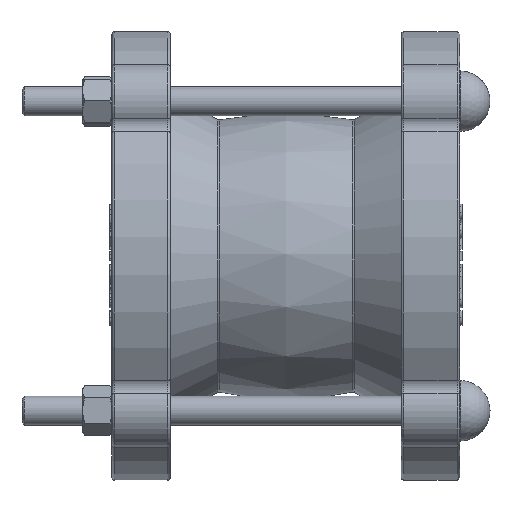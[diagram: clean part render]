
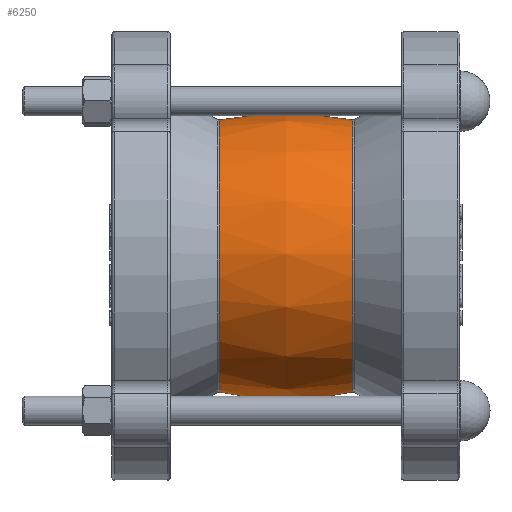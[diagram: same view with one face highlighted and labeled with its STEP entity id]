
A CAD part, left-side view. The second image highlights one B-rep face of the part: STEP entity #6250.
In plain terms, the highlighted free-form (B-spline) face has degree [2, 2] with [3, 9] control points.
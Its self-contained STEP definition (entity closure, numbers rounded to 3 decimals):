
#480=(
BOUNDED_SURFACE()
B_SPLINE_SURFACE(2,2,((#8978,#8979,#8980,#8981,#8982,#8983,#8984,#8985,
#8986),(#8987,#8988,#8989,#8990,#8991,#8992,#8993,#8994,#8995),(#8996,#8997,
#8998,#8999,#9000,#9001,#9002,#9003,#9004)),.UNSPECIFIED.,.F.,.T.,.F.)
B_SPLINE_SURFACE_WITH_KNOTS((3,3),(3,2,2,2,3),(-0.244,0.244),
(-3.142,-1.571,0.,1.571,3.142),
 .UNSPECIFIED.)
GEOMETRIC_REPRESENTATION_ITEM()
RATIONAL_B_SPLINE_SURFACE(((1.,0.707,1.,0.707,1.,
0.707,1.,0.707,1.),(0.97,0.686,
0.97,0.686,0.97,0.686,
0.97,0.686,0.97),(1.,0.707,
1.,0.707,1.,0.707,1.,0.707,1.)))
REPRESENTATION_ITEM('')
SURFACE()
);
#1418=FACE_OUTER_BOUND('',#1787,.T.);
#1787=EDGE_LOOP('',(#4052,#4053,#4054,#4055));
#2203=CIRCLE('',#6782,56.015);
#2207=CIRCLE('',#6787,56.015);
#2208=CIRCLE('',#6788,113.852);
#2513=VERTEX_POINT('',#8968);
#2516=VERTEX_POINT('',#9005);
#3114=EDGE_CURVE('',#2513,#2513,#2203,.T.);
#3119=EDGE_CURVE('',#2516,#2516,#2207,.T.);
#3120=EDGE_CURVE('',#2516,#2513,#2208,.T.);
#4052=ORIENTED_EDGE('',*,*,#3119,.F.);
#4053=ORIENTED_EDGE('',*,*,#3120,.T.);
#4054=ORIENTED_EDGE('',*,*,#3114,.F.);
#4055=ORIENTED_EDGE('',*,*,#3120,.F.);
#6250=ADVANCED_FACE('',(#1418),#480,.F.);
#6782=AXIS2_PLACEMENT_3D('',#8970,#7401,#7402);
#6787=AXIS2_PLACEMENT_3D('',#9006,#7412,#7413);
#6788=AXIS2_PLACEMENT_3D('',#9007,#7414,#7415);
#7401=DIRECTION('center_axis',(0.,-1.,0.));
#7402=DIRECTION('ref_axis',(-1.,0.,0.));
#7412=DIRECTION('center_axis',(0.,1.,0.));
#7413=DIRECTION('ref_axis',(-1.,0.,0.));
#7414=DIRECTION('center_axis',(-1.,0.,0.));
#7415=DIRECTION('ref_axis',(0.,0.,
-1.));
#8968=CARTESIAN_POINT('',(0.,-27.466,-56.015));
#8970=CARTESIAN_POINT('Origin',(0.,-27.466,0.));
#8978=CARTESIAN_POINT('Ctrl Pts',(0.,-27.466,
-56.015));
#8979=CARTESIAN_POINT('Ctrl Pts',(-56.015,-27.466,-56.015));
#8980=CARTESIAN_POINT('Ctrl Pts',(-56.015,-27.466,0.));
#8981=CARTESIAN_POINT('Ctrl Pts',(-56.015,-27.466,56.015));
#8982=CARTESIAN_POINT('Ctrl Pts',(0.,-27.466,
56.015));
#8983=CARTESIAN_POINT('Ctrl Pts',(56.015,-27.466,56.015));
#8984=CARTESIAN_POINT('Ctrl Pts',(56.015,-27.466,0.));
#8985=CARTESIAN_POINT('Ctrl Pts',(56.015,-27.466,-56.015));
#8986=CARTESIAN_POINT('Ctrl Pts',(0.,-27.466,
-56.015));
#8987=CARTESIAN_POINT('Ctrl Pts',(0.,0.,
-62.843));
#8988=CARTESIAN_POINT('Ctrl Pts',(-62.843,0.,
-62.843));
#8989=CARTESIAN_POINT('Ctrl Pts',(-62.843,0.,
0.));
#8990=CARTESIAN_POINT('Ctrl Pts',(-62.843,0.,
62.843));
#8991=CARTESIAN_POINT('Ctrl Pts',(0.,0.,62.843));
#8992=CARTESIAN_POINT('Ctrl Pts',(62.843,0.,
62.843));
#8993=CARTESIAN_POINT('Ctrl Pts',(62.843,0.,
0.));
#8994=CARTESIAN_POINT('Ctrl Pts',(62.843,0.,
-62.843));
#8995=CARTESIAN_POINT('Ctrl Pts',(0.,0.,
-62.843));
#8996=CARTESIAN_POINT('Ctrl Pts',(0.,27.466,
-56.015));
#8997=CARTESIAN_POINT('Ctrl Pts',(-56.015,27.466,-56.015));
#8998=CARTESIAN_POINT('Ctrl Pts',(-56.015,27.466,0.));
#8999=CARTESIAN_POINT('Ctrl Pts',(-56.015,27.466,56.015));
#9000=CARTESIAN_POINT('Ctrl Pts',(0.,27.466,
56.015));
#9001=CARTESIAN_POINT('Ctrl Pts',(56.015,27.466,56.015));
#9002=CARTESIAN_POINT('Ctrl Pts',(56.015,27.466,0.));
#9003=CARTESIAN_POINT('Ctrl Pts',(56.015,27.466,-56.015));
#9004=CARTESIAN_POINT('Ctrl Pts',(0.,27.466,
-56.015));
#9005=CARTESIAN_POINT('',(0.,27.466,-56.015));
#9006=CARTESIAN_POINT('Origin',(0.,27.466,0.));
#9007=CARTESIAN_POINT('Origin',(0.,0.,
54.474));
